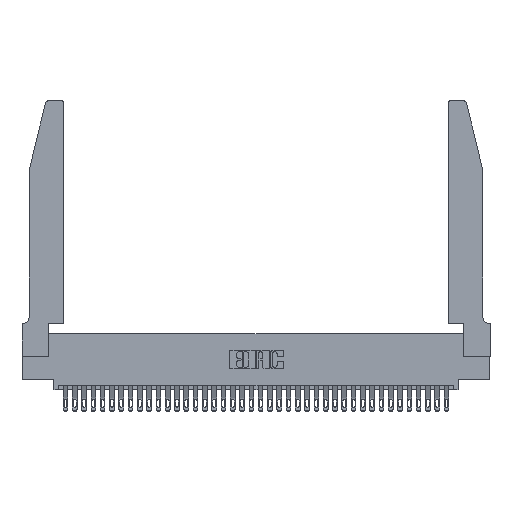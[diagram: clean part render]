
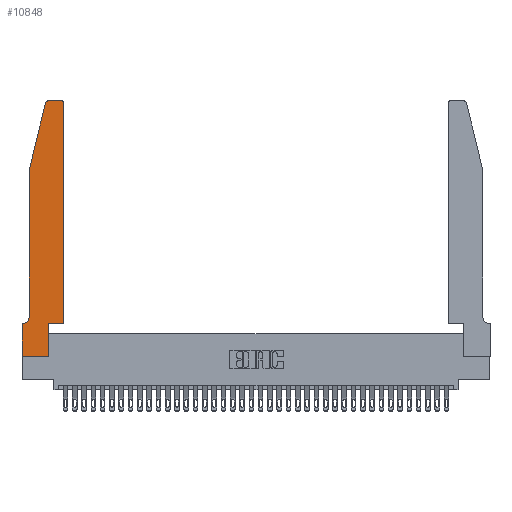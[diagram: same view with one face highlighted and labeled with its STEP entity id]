
A CAD part, top view. The second image highlights one B-rep face of the part: STEP entity #10848.
In plain terms, the highlighted planar face has unit normal (0, 0, 1).
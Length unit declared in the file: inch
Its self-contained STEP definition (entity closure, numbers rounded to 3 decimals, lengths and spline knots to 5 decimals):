
#299 = FACE_OUTER_BOUND ( 'NONE', #8011, .T. ) ;
#580 = AXIS2_PLACEMENT_3D ( 'NONE', #25082, #7432, #28004 ) ;
#597 = CARTESIAN_POINT ( 'NONE',  ( 0.0755, 2., 0.37 ) ) ;
#1005 = CARTESIAN_POINT ( 'NONE',  ( 0.2605, 2.75, 0.37 ) ) ;
#1150 = CARTESIAN_POINT ( 'NONE',  ( 0., 0., 0.37 ) ) ;
#1478 = ORIENTED_EDGE ( 'NONE', *, *, #17007, .T. ) ;
#1808 = CARTESIAN_POINT ( 'NONE',  ( 0.2865, 0.35, 0.37 ) ) ;
#2703 = LINE ( 'NONE', #16916, #25375 ) ;
#3085 = EDGE_CURVE ( 'NONE', #28833, #8654, #18580, .T. ) ;
#3438 = VECTOR ( 'NONE', #21388, 39.37008 ) ;
#3489 = AXIS2_PLACEMENT_3D ( 'NONE', #7302, #27878, #10307 ) ;
#4315 = CARTESIAN_POINT ( 'NONE',  ( 0.4505, 0.35, 0.37 ) ) ;
#4520 = ORIENTED_EDGE ( 'NONE', *, *, #9363, .T. ) ;
#5090 = DIRECTION ( 'NONE',  ( 1., 0., 0. ) ) ;
#5272 = EDGE_CURVE ( 'NONE', #24139, #32274, #32564, .T. ) ;
#5319 = CARTESIAN_POINT ( 'NONE',  ( 0.2865, 0.35, 0.37 ) ) ;
#5852 = EDGE_CURVE ( 'NONE', #32274, #6421, #21135, .T. ) ;
#5995 = VERTEX_POINT ( 'NONE', #33517 ) ;
#6180 = CARTESIAN_POINT ( 'NONE',  ( 0.25487, 2.72718, 0.37 ) ) ;
#6377 = EDGE_CURVE ( 'NONE', #21466, #28833, #11398, .T. ) ;
#6421 = VERTEX_POINT ( 'NONE', #24426 ) ;
#6682 = ORIENTED_EDGE ( 'NONE', *, *, #5272, .T. ) ;
#7302 = CARTESIAN_POINT ( 'NONE',  ( 0., 0.35, 0.37 ) ) ;
#7315 = CARTESIAN_POINT ( 'NONE',  ( 0., 0., 0.37 ) ) ;
#7432 = DIRECTION ( 'NONE',  ( 0., 0., 1. ) ) ;
#8011 = EDGE_LOOP ( 'NONE', ( #18140, #4520, #6682, #12611, #9252, #30822, #28404, #1478, #29502, #14967, #25606, #9077 ) ) ;
#8337 = DIRECTION ( 'NONE',  ( 0., 1., 0. ) ) ;
#8654 = VERTEX_POINT ( 'NONE', #24856 ) ;
#9077 = ORIENTED_EDGE ( 'NONE', *, *, #3085, .T. ) ;
#9252 = ORIENTED_EDGE ( 'NONE', *, *, #13795, .T. ) ;
#9363 = EDGE_CURVE ( 'NONE', #13533, #24139, #25404, .T. ) ;
#9558 = DIRECTION ( 'NONE',  ( 0., -1., 0. ) ) ;
#9596 = CARTESIAN_POINT ( 'NONE',  ( 0.0055, 0.42, 0.37 ) ) ;
#9858 = LINE ( 'NONE', #7315, #32337 ) ;
#10282 = CARTESIAN_POINT ( 'NONE',  ( 0.0755, 2., 0.37 ) ) ;
#10307 = DIRECTION ( 'NONE',  ( 1., 0., 0. ) ) ;
#10315 = DIRECTION ( 'NONE',  ( 0., -1., 0. ) ) ;
#10848 = ADVANCED_FACE ( 'NONE', ( #299 ), #24828, .T. ) ;
#11398 = LINE ( 'NONE', #18431, #3438 ) ;
#12061 = VERTEX_POINT ( 'NONE', #1808 ) ;
#12590 = CARTESIAN_POINT ( 'NONE',  ( 0.0755, 2., 0.37 ) ) ;
#12596 = DIRECTION ( 'NONE',  ( -1., 0., 0. ) ) ;
#12611 = ORIENTED_EDGE ( 'NONE', *, *, #5852, .T. ) ;
#13121 = LINE ( 'NONE', #19962, #20937 ) ;
#13453 = LINE ( 'NONE', #1005, #37652 ) ;
#13533 = VERTEX_POINT ( 'NONE', #25924 ) ;
#13567 = AXIS2_PLACEMENT_3D ( 'NONE', #9596, #30119, #12596 ) ;
#13795 = EDGE_CURVE ( 'NONE', #6421, #5995, #18283, .T. ) ;
#14967 = ORIENTED_EDGE ( 'NONE', *, *, #31797, .T. ) ;
#15260 = VERTEX_POINT ( 'NONE', #19673 ) ;
#16372 = DIRECTION ( 'NONE',  ( 0., 0., 1. ) ) ;
#16916 = CARTESIAN_POINT ( 'NONE',  ( 0.4505, 0.35, 0.37 ) ) ;
#17007 = EDGE_CURVE ( 'NONE', #19457, #15260, #26667, .T. ) ;
#17037 = VECTOR ( 'NONE', #33172, 39.37008 ) ;
#17792 = CARTESIAN_POINT ( 'NONE',  ( 0.4505, 2.72, 0.37 ) ) ;
#18140 = ORIENTED_EDGE ( 'NONE', *, *, #27119, .T. ) ;
#18283 = CIRCLE ( 'NONE', #13567, 0.07 ) ;
#18431 = CARTESIAN_POINT ( 'NONE',  ( 0.4505, 0.35, 0.37 ) ) ;
#18580 = CIRCLE ( 'NONE', #580, 0.03 ) ;
#18909 = VECTOR ( 'NONE', #35129, 39.37008 ) ;
#19457 = VERTEX_POINT ( 'NONE', #1150 ) ;
#19673 = CARTESIAN_POINT ( 'NONE',  ( 0.2865, 0., 0.37 ) ) ;
#19962 = CARTESIAN_POINT ( 'NONE',  ( 0.0755, 0.35, 0.37 ) ) ;
#20937 = VECTOR ( 'NONE', #37415, 39.37008 ) ;
#21135 = LINE ( 'NONE', #597, #35712 ) ;
#21388 = DIRECTION ( 'NONE',  ( 0., 1., 0. ) ) ;
#21466 = VERTEX_POINT ( 'NONE', #4315 ) ;
#21798 = DIRECTION ( 'NONE',  ( -1., 0., 0. ) ) ;
#23053 = AXIS2_PLACEMENT_3D ( 'NONE', #33838, #16372, #36769 ) ;
#23412 = CARTESIAN_POINT ( 'NONE',  ( 0., 0., 0.37 ) ) ;
#24139 = VERTEX_POINT ( 'NONE', #6180 ) ;
#24426 = CARTESIAN_POINT ( 'NONE',  ( 0.0755, 0.42, 0.37 ) ) ;
#24828 = PLANE ( 'NONE',  #3489 ) ;
#24856 = CARTESIAN_POINT ( 'NONE',  ( 0.4205, 2.75, 0.37 ) ) ;
#25082 = CARTESIAN_POINT ( 'NONE',  ( 0.4205, 2.72, 0.37 ) ) ;
#25375 = VECTOR ( 'NONE', #5090, 39.37008 ) ;
#25404 = CIRCLE ( 'NONE', #23053, 0.03 ) ;
#25423 = EDGE_CURVE ( 'NONE', #27482, #19457, #9858, .T. ) ;
#25541 = EDGE_CURVE ( 'NONE', #5995, #27482, #13121, .T. ) ;
#25606 = ORIENTED_EDGE ( 'NONE', *, *, #6377, .T. ) ;
#25924 = CARTESIAN_POINT ( 'NONE',  ( 0.284, 2.75, 0.37 ) ) ;
#26597 = LINE ( 'NONE', #5319, #32522 ) ;
#26667 = LINE ( 'NONE', #23412, #18909 ) ;
#27119 = EDGE_CURVE ( 'NONE', #8654, #13533, #13453, .T. ) ;
#27482 = VERTEX_POINT ( 'NONE', #32103 ) ;
#27878 = DIRECTION ( 'NONE',  ( 0., 0., 1. ) ) ;
#28004 = DIRECTION ( 'NONE',  ( 1., 0., 0. ) ) ;
#28404 = ORIENTED_EDGE ( 'NONE', *, *, #25423, .T. ) ;
#28833 = VERTEX_POINT ( 'NONE', #17792 ) ;
#29502 = ORIENTED_EDGE ( 'NONE', *, *, #33812, .T. ) ;
#30119 = DIRECTION ( 'NONE',  ( 0., 0., -1. ) ) ;
#30822 = ORIENTED_EDGE ( 'NONE', *, *, #25541, .T. ) ;
#31797 = EDGE_CURVE ( 'NONE', #12061, #21466, #2703, .T. ) ;
#32103 = CARTESIAN_POINT ( 'NONE',  ( 0., 0.35, 0.37 ) ) ;
#32274 = VERTEX_POINT ( 'NONE', #10282 ) ;
#32337 = VECTOR ( 'NONE', #10315, 39.37008 ) ;
#32522 = VECTOR ( 'NONE', #8337, 39.37008 ) ;
#32564 = LINE ( 'NONE', #12590, #17037 ) ;
#33172 = DIRECTION ( 'NONE',  ( -0.239, -0.971, 0. ) ) ;
#33517 = CARTESIAN_POINT ( 'NONE',  ( 0.0055, 0.35, 0.37 ) ) ;
#33812 = EDGE_CURVE ( 'NONE', #15260, #12061, #26597, .T. ) ;
#33838 = CARTESIAN_POINT ( 'NONE',  ( 0.284, 2.72, 0.37 ) ) ;
#35129 = DIRECTION ( 'NONE',  ( 1., 0., 0. ) ) ;
#35712 = VECTOR ( 'NONE', #9558, 39.37008 ) ;
#36769 = DIRECTION ( 'NONE',  ( 1., 0., 0. ) ) ;
#37415 = DIRECTION ( 'NONE',  ( -1., 0., 0. ) ) ;
#37652 = VECTOR ( 'NONE', #21798, 39.37008 ) ;
